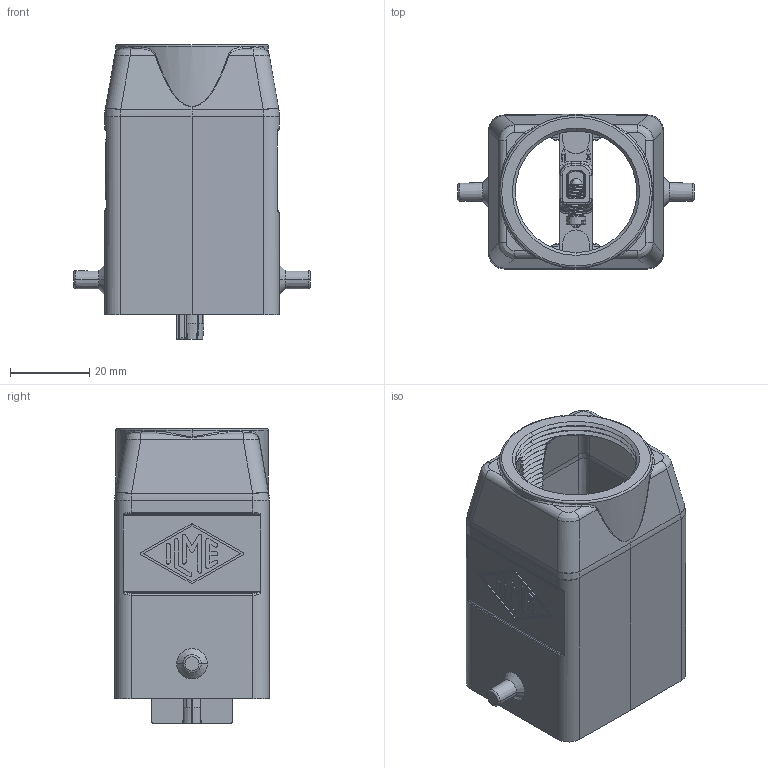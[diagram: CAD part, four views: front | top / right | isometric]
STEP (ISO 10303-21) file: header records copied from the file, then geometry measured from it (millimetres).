
FILE_DESCRIPTION(('Creo Elements/Direct Modeling STEP Export'),'2;1');
FILE_NAME('37jbk2e5pomu2hg3924','2023-03-17T13:56:21',(''),(''),'Creo Elements/Direct Modeling STEP processor for AP214 (Solid Model)','Creo Elements/Direct Modeling 20.1B 02-Apr-2019 (C) Parametric Technology GmbH','');
FILE_SCHEMA(('AUTOMOTIVE_DESIGN { 1 0 10303 214 1 1 1 1 }'));
Products named in the file (2): MXA 02 V32
Assembly tree (1 placements, depth 2):
  MXA 02 V32
    MXA 02 V32
Bounding box: 59.5 x 39 x 74.25 mm (x, y, z)
Volume: 30522.7 mm3; surface area: 29879.9 mm2
Topology: 1 solids, 19 shells, 1479 faces, 3975 edges, 2560 vertices
Faces by surface type: plane 628, cylinder 309, cone 264, bspline 234, torus 42, sphere 2
Entity records: 104037 total; most frequent: CARTESIAN_POINT 59393, ORIENTED_EDGE 7948, DIRECTION 5254, EDGE_CURVE 3970, VERTEX_POINT 2560, VECTOR 2090, LINE 2090, AXIS2_PLACEMENT_3D 1582
